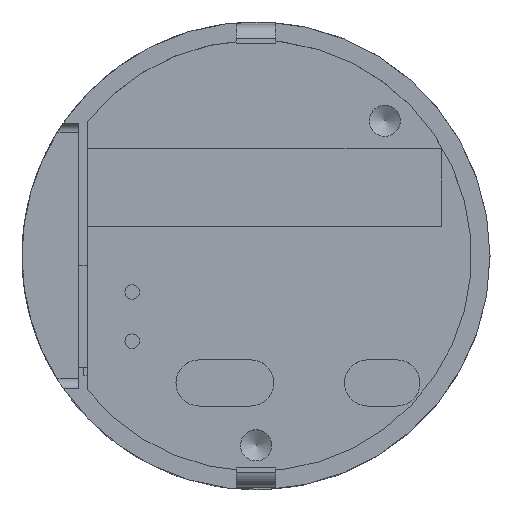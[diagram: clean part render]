
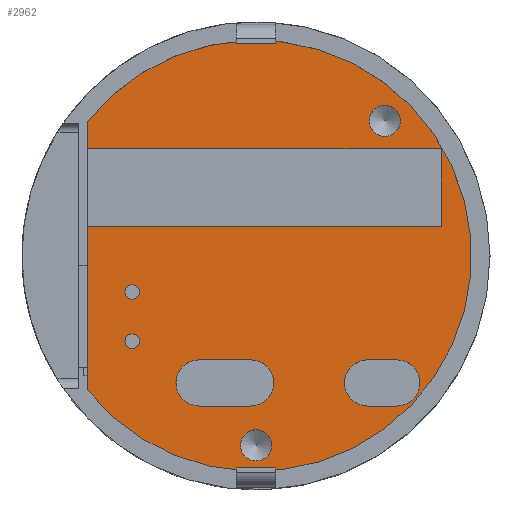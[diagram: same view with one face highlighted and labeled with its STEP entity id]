
A CAD part, top view. The second image highlights one B-rep face of the part: STEP entity #2962.
In plain terms, the highlighted planar face has unit normal (0, 0, 1).
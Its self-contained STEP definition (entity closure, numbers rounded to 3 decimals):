
#81=FACE_BOUND('',#1134,.T.);
#82=FACE_BOUND('',#1135,.T.);
#83=FACE_BOUND('',#1136,.T.);
#84=FACE_BOUND('',#1137,.T.);
#85=FACE_BOUND('',#1138,.T.);
#86=FACE_BOUND('',#1139,.T.);
#216=LINE('',#4353,#471);
#344=LINE('',#5689,#599);
#350=LINE('',#5699,#605);
#353=LINE('',#5706,#608);
#365=LINE('',#5756,#620);
#369=LINE('',#5771,#624);
#373=LINE('',#5780,#628);
#375=LINE('',#5787,#630);
#379=LINE('',#5796,#634);
#471=VECTOR('',#3412,10.);
#599=VECTOR('',#3732,10.);
#605=VECTOR('',#3740,10.);
#608=VECTOR('',#3747,10.);
#620=VECTOR('',#3803,10.);
#624=VECTOR('',#3821,10.);
#628=VECTOR('',#3831,10.);
#630=VECTOR('',#3839,10.);
#634=VECTOR('',#3849,10.);
#801=PLANE('',#3234);
#961=FACE_OUTER_BOUND('',#1133,.T.);
#1133=EDGE_LOOP('',(#2704,#2705,#2706,#2707,#2708,#2709));
#1134=EDGE_LOOP('',(#2710));
#1135=EDGE_LOOP('',(#2711));
#1136=EDGE_LOOP('',(#2712,#2713,#2714,#2715));
#1137=EDGE_LOOP('',(#2716,#2717,#2718,#2719));
#1138=EDGE_LOOP('',(#2720));
#1139=EDGE_LOOP('',(#2721));
#1231=CIRCLE('',#3195,22.1);
#1233=CIRCLE('',#3200,1.6);
#1241=CIRCLE('',#3219,0.75);
#1242=CIRCLE('',#3221,0.75);
#1243=CIRCLE('',#3224,2.367);
#1244=CIRCLE('',#3227,2.367);
#1245=CIRCLE('',#3230,2.367);
#1246=CIRCLE('',#3233,2.367);
#1247=CIRCLE('',#3235,1.6);
#1359=VERTEX_POINT('',#4350);
#1360=VERTEX_POINT('',#4352);
#1472=VERTEX_POINT('',#5686);
#1473=VERTEX_POINT('',#5688);
#1476=VERTEX_POINT('',#5697);
#1478=VERTEX_POINT('',#5705);
#1482=VERTEX_POINT('',#5720);
#1495=VERTEX_POINT('',#5761);
#1496=VERTEX_POINT('',#5765);
#1497=VERTEX_POINT('',#5769);
#1498=VERTEX_POINT('',#5770);
#1499=VERTEX_POINT('',#5775);
#1500=VERTEX_POINT('',#5779);
#1501=VERTEX_POINT('',#5785);
#1502=VERTEX_POINT('',#5786);
#1503=VERTEX_POINT('',#5791);
#1504=VERTEX_POINT('',#5795);
#1505=VERTEX_POINT('',#5801);
#1653=EDGE_CURVE('',#1360,#1359,#216,.T.);
#1863=EDGE_CURVE('',#1473,#1472,#344,.T.);
#1869=EDGE_CURVE('',#1472,#1476,#350,.T.);
#1872=EDGE_CURVE('',#1478,#1360,#353,.T.);
#1875=EDGE_CURVE('',#1359,#1473,#1231,.T.);
#1879=EDGE_CURVE('',#1482,#1482,#1233,.T.);
#1894=EDGE_CURVE('',#1476,#1478,#365,.T.);
#1896=EDGE_CURVE('',#1495,#1495,#1241,.T.);
#1898=EDGE_CURVE('',#1496,#1496,#1242,.T.);
#1900=EDGE_CURVE('',#1497,#1498,#369,.T.);
#1903=EDGE_CURVE('',#1499,#1497,#1243,.T.);
#1905=EDGE_CURVE('',#1500,#1499,#373,.T.);
#1907=EDGE_CURVE('',#1498,#1500,#1244,.T.);
#1908=EDGE_CURVE('',#1501,#1502,#375,.T.);
#1911=EDGE_CURVE('',#1503,#1501,#1245,.T.);
#1913=EDGE_CURVE('',#1504,#1503,#379,.T.);
#1915=EDGE_CURVE('',#1502,#1504,#1246,.T.);
#1916=EDGE_CURVE('',#1505,#1505,#1247,.T.);
#2704=ORIENTED_EDGE('',*,*,#1863,.T.);
#2705=ORIENTED_EDGE('',*,*,#1869,.T.);
#2706=ORIENTED_EDGE('',*,*,#1894,.T.);
#2707=ORIENTED_EDGE('',*,*,#1872,.T.);
#2708=ORIENTED_EDGE('',*,*,#1653,.T.);
#2709=ORIENTED_EDGE('',*,*,#1875,.T.);
#2710=ORIENTED_EDGE('',*,*,#1879,.T.);
#2711=ORIENTED_EDGE('',*,*,#1916,.T.);
#2712=ORIENTED_EDGE('',*,*,#1915,.T.);
#2713=ORIENTED_EDGE('',*,*,#1913,.T.);
#2714=ORIENTED_EDGE('',*,*,#1911,.T.);
#2715=ORIENTED_EDGE('',*,*,#1908,.T.);
#2716=ORIENTED_EDGE('',*,*,#1907,.T.);
#2717=ORIENTED_EDGE('',*,*,#1905,.T.);
#2718=ORIENTED_EDGE('',*,*,#1903,.T.);
#2719=ORIENTED_EDGE('',*,*,#1900,.T.);
#2720=ORIENTED_EDGE('',*,*,#1898,.T.);
#2721=ORIENTED_EDGE('',*,*,#1896,.T.);
#2962=ADVANCED_FACE('',(#961,#81,#82,#83,#84,#85,#86),#801,.T.);
#3195=AXIS2_PLACEMENT_3D('',#5711,#3752,#3753);
#3200=AXIS2_PLACEMENT_3D('',#5721,#3764,#3765);
#3219=AXIS2_PLACEMENT_3D('',#5762,#3811,#3812);
#3221=AXIS2_PLACEMENT_3D('',#5766,#3816,#3817);
#3224=AXIS2_PLACEMENT_3D('',#5776,#3826,#3827);
#3227=AXIS2_PLACEMENT_3D('',#5783,#3835,#3836);
#3230=AXIS2_PLACEMENT_3D('',#5792,#3844,#3845);
#3233=AXIS2_PLACEMENT_3D('',#5799,#3853,#3854);
#3234=AXIS2_PLACEMENT_3D('',#5800,#3855,#3856);
#3235=AXIS2_PLACEMENT_3D('',#5802,#3857,#3858);
#3412=DIRECTION('',(0.,-1.,0.));
#3732=DIRECTION('',(0.,-1.,0.));
#3740=DIRECTION('',(1.,0.,0.));
#3747=DIRECTION('',(-1.,0.,0.));
#3752=DIRECTION('center_axis',(0.,0.,1.));
#3753=DIRECTION('ref_axis',(1.,0.,0.));
#3764=DIRECTION('center_axis',(0.,0.,-1.));
#3765=DIRECTION('ref_axis',(1.,0.,0.));
#3803=DIRECTION('',(0.,-1.,0.));
#3811=DIRECTION('center_axis',(0.,0.,-1.));
#3812=DIRECTION('ref_axis',(1.,0.,0.));
#3816=DIRECTION('center_axis',(0.,0.,-1.));
#3817=DIRECTION('ref_axis',(1.,0.,0.));
#3821=DIRECTION('',(-1.,0.,0.));
#3826=DIRECTION('center_axis',(0.,0.,-1.));
#3827=DIRECTION('ref_axis',(0.,-1.,0.));
#3831=DIRECTION('',(1.,0.,0.));
#3835=DIRECTION('center_axis',(0.,0.,-1.));
#3836=DIRECTION('ref_axis',(0.,1.,0.));
#3839=DIRECTION('',(1.,0.,0.));
#3844=DIRECTION('center_axis',(0.,0.,-1.));
#3845=DIRECTION('ref_axis',(0.,1.,0.));
#3849=DIRECTION('',(-1.,0.,0.));
#3853=DIRECTION('center_axis',(0.,0.,-1.));
#3854=DIRECTION('ref_axis',(0.,-1.,0.));
#3855=DIRECTION('center_axis',(0.,0.,1.));
#3856=DIRECTION('ref_axis',(1.,0.,0.));
#3857=DIRECTION('center_axis',(0.,0.,-1.));
#3858=DIRECTION('ref_axis',(1.,0.,0.));
#4350=CARTESIAN_POINT('',(132.7,-13.752,0.));
#4352=CARTESIAN_POINT('',(132.7,3.,0.));
#4353=CARTESIAN_POINT('',(132.7,-6.876,0.));
#5686=CARTESIAN_POINT('',(132.7,11.,0.));
#5688=CARTESIAN_POINT('',(132.7,13.752,0.));
#5689=CARTESIAN_POINT('',(132.7,5.5,0.));
#5697=CARTESIAN_POINT('',(169.,11.,0.));
#5699=CARTESIAN_POINT('',(141.341,11.,0.));
#5705=CARTESIAN_POINT('',(169.,3.,0.));
#5706=CARTESIAN_POINT('',(159.5,3.,0.));
#5711=CARTESIAN_POINT('Origin',(150.,0.,0.));
#5720=CARTESIAN_POINT('',(161.611,13.85,0.));
#5721=CARTESIAN_POINT('Origin',(163.211,13.85,0.));
#5756=CARTESIAN_POINT('',(169.,5.5,0.));
#5761=CARTESIAN_POINT('',(136.554,-8.756,0.));
#5762=CARTESIAN_POINT('Origin',(137.304,-8.756,0.));
#5765=CARTESIAN_POINT('',(136.554,-3.696,0.));
#5766=CARTESIAN_POINT('Origin',(137.304,-3.696,0.));
#5769=CARTESIAN_POINT('',(164.452,-15.402,0.));
#5770=CARTESIAN_POINT('',(161.452,-15.402,0.));
#5771=CARTESIAN_POINT('',(157.226,-15.402,0.));
#5775=CARTESIAN_POINT('',(164.452,-10.669,0.));
#5776=CARTESIAN_POINT('Origin',(164.452,-13.036,0.));
#5779=CARTESIAN_POINT('',(161.452,-10.669,0.));
#5780=CARTESIAN_POINT('',(155.726,-10.669,0.));
#5783=CARTESIAN_POINT('Origin',(161.452,-13.036,0.));
#5785=CARTESIAN_POINT('',(144.155,-10.669,0.));
#5786=CARTESIAN_POINT('',(149.452,-10.669,0.));
#5787=CARTESIAN_POINT('',(147.077,-10.669,0.));
#5791=CARTESIAN_POINT('',(144.155,-15.402,0.));
#5792=CARTESIAN_POINT('Origin',(144.155,-13.036,0.));
#5795=CARTESIAN_POINT('',(149.452,-15.402,0.));
#5796=CARTESIAN_POINT('',(149.726,-15.402,0.));
#5799=CARTESIAN_POINT('Origin',(149.452,-13.036,0.));
#5800=CARTESIAN_POINT('Origin',(150.,0.,0.));
#5801=CARTESIAN_POINT('',(148.407,-19.435,0.));
#5802=CARTESIAN_POINT('Origin',(150.007,-19.435,0.));
